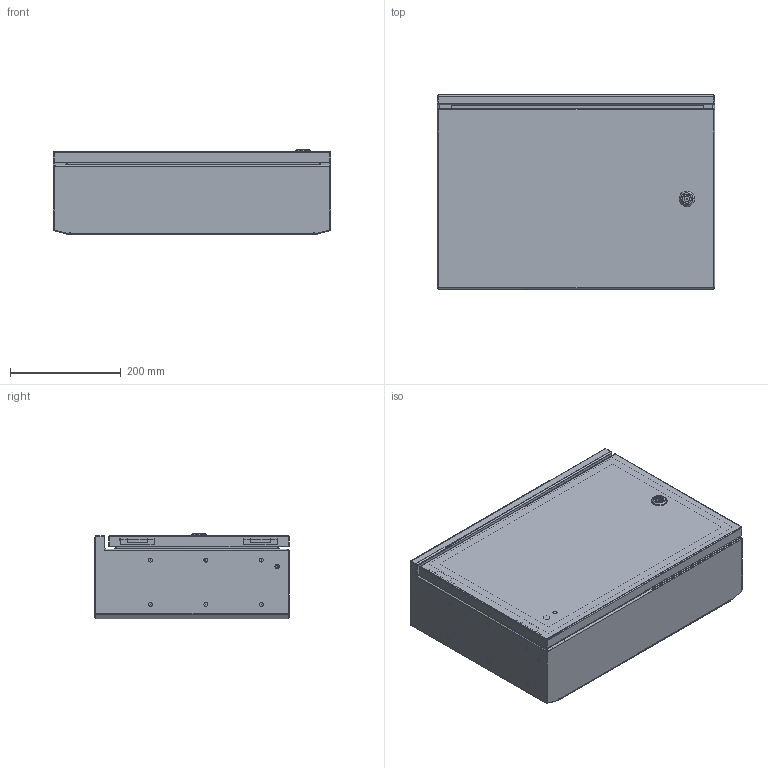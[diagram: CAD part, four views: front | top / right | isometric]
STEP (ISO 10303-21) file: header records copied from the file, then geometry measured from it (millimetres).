
FILE_DESCRIPTION (( 'STEP AP214' ), '1' );
FILE_NAME ('56200103.STEP', '2017-10-25T12:06:18', ( 'Macha' ), ( 'Hewlett-Packard Company' ), 'SwSTEP 2.0', 'SolidWorks 2015', '' );
FILE_SCHEMA (( 'AUTOMOTIVE_DESIGN' ));
Length unit declared in the file: millimetre
Products named in the file (30): 42066_Geh; 93171; 82410_470x307; 82156_Vor der Montage; 93379; 83160; 42173; 42045_Stift_umgedreht; 56293; 42045; 92081; 420454; 40000029266; 420453; 42176; 420452; 42010; 56056; 42136; 56200103; 42067; 42067_Betaetigung; 42067_O-Ring; 42067_Federsch; 42090; 82204; 42066; 42066_Mutter; 56298
Assembly tree (51 placements, depth 5):
  56200103
    56293
      42010
      42176
      40000029266  x12
      92081
    56298
      42173
      93379
      82410_470x307
      56056
        42066
          42066_Geh
          42066_Mutter
        82204
        42090
        42067
          42067_Federsch
          42067_O-Ring
          42067_Betaetigung
          42067
        42136
      42045
        420452
        420453
        420454
      42045_Stift_umgedreht
        420452
        420453
        420454
      83160  x2
      82156_Vor der Montage  x4
      93171  x4
      92081
Bounding box: 500 x 350 x 154.68 mm (x, y, z)
Volume: 1225325 mm3; surface area: 1500381.5 mm2
Topology: 44 solids, 44 shells, 1209 faces, 2912 edges, 1814 vertices
Faces by surface type: plane 554, cylinder 492, cone 65, torus 52, bspline 26, sphere 20
Entity records: 27200 total; most frequent: CARTESIAN_POINT 5589, DIRECTION 4344, ORIENTED_EDGE 4060, EDGE_CURVE 2030, AXIS2_PLACEMENT_3D 1590, VERTEX_POINT 1255, VECTOR 1164, LINE 1164
